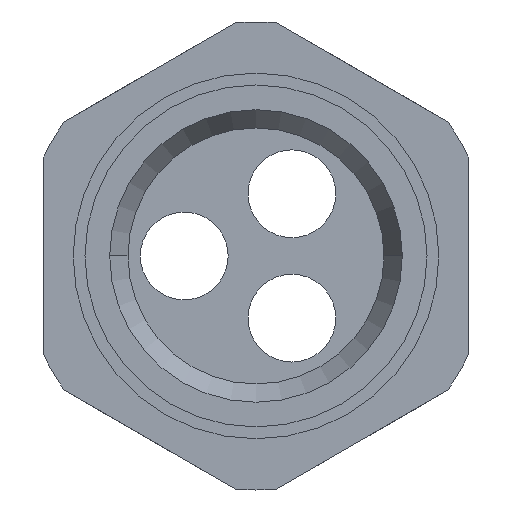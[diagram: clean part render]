
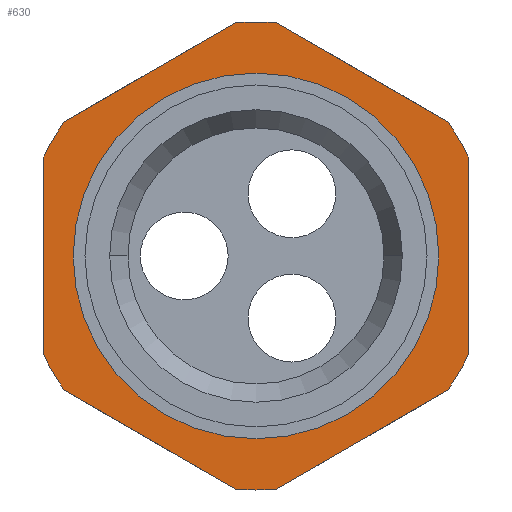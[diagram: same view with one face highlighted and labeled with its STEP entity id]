
A CAD part, front view. The second image highlights one B-rep face of the part: STEP entity #630.
In plain terms, the highlighted planar face has unit normal (0, -1, 0).
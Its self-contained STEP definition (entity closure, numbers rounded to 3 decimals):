
#26 = EDGE_CURVE ( 'NONE', #2012, #653, #1270, .T. ) ;
#71 = LINE ( 'NONE', #1509, #622 ) ;
#79 = CARTESIAN_POINT ( 'NONE',  ( 14.5, -7.25, -8.372 ) ) ;
#91 = DIRECTION ( 'NONE',  ( -0.866, 0., 0.5 ) ) ;
#99 = ORIENTED_EDGE ( 'NONE', *, *, #782, .T. ) ;
#141 = VECTOR ( 'NONE', #411, 1000. ) ;
#147 = CARTESIAN_POINT ( 'NONE',  ( 13.108, -7.25, -9.175 ) ) ;
#148 = ORIENTED_EDGE ( 'NONE', *, *, #888, .T. ) ;
#159 = FACE_BOUND ( 'NONE', #2182, .T. ) ;
#175 = CARTESIAN_POINT ( 'NONE',  ( 13.108, -7.25, 9.175 ) ) ;
#186 = DIRECTION ( 'NONE',  ( 0., -1., 0. ) ) ;
#187 = VERTEX_POINT ( 'NONE', #175 ) ;
#202 = DIRECTION ( 'NONE',  ( 0., -1., 0. ) ) ;
#210 = CIRCLE ( 'NONE', #1262, 11.69 ) ;
#242 = DIRECTION ( 'NONE',  ( 0., -1., 0. ) ) ;
#248 = AXIS2_PLACEMENT_3D ( 'NONE', #1534, #1130, #2404 ) ;
#282 = ORIENTED_EDGE ( 'NONE', *, *, #2028, .T. ) ;
#304 = VERTEX_POINT ( 'NONE', #803 ) ;
#307 = EDGE_LOOP ( 'NONE', ( #1465, #394, #282, #564, #1583, #148, #99, #1843, #1031, #836, #1441, #1239, #923 ) ) ;
#351 = ORIENTED_EDGE ( 'NONE', *, *, #1041, .F. ) ;
#368 = DIRECTION ( 'NONE',  ( 0., 0., -1. ) ) ;
#371 = CIRCLE ( 'NONE', #2142, 16. ) ;
#384 = CARTESIAN_POINT ( 'NONE',  ( 0., -7.25, 16. ) ) ;
#394 = ORIENTED_EDGE ( 'NONE', *, *, #1173, .T. ) ;
#399 = CIRCLE ( 'NONE', #1186, 16. ) ;
#410 = AXIS2_PLACEMENT_3D ( 'NONE', #1117, #2608, #1605 ) ;
#411 = DIRECTION ( 'NONE',  ( -0.866, 0., -0.5 ) ) ;
#422 = VECTOR ( 'NONE', #91, 1000. ) ;
#478 = DIRECTION ( 'NONE',  ( 0., 0., -1. ) ) ;
#485 = VECTOR ( 'NONE', #2037, 1000. ) ;
#501 = CARTESIAN_POINT ( 'NONE',  ( -1.392, -7.25, 15.939 ) ) ;
#536 = VERTEX_POINT ( 'NONE', #2222 ) ;
#548 = CARTESIAN_POINT ( 'NONE',  ( -1.392, -7.25, -15.939 ) ) ;
#564 = ORIENTED_EDGE ( 'NONE', *, *, #2432, .T. ) ;
#576 = AXIS2_PLACEMENT_3D ( 'NONE', #764, #1163, #1111 ) ;
#622 = VECTOR ( 'NONE', #1623, 1000. ) ;
#630 = ADVANCED_FACE ( 'NONE', ( #159, #2398 ), #2169, .F. ) ;
#653 = VERTEX_POINT ( 'NONE', #1667 ) ;
#666 = VERTEX_POINT ( 'NONE', #2123 ) ;
#697 = VERTEX_POINT ( 'NONE', #2540 ) ;
#764 = CARTESIAN_POINT ( 'NONE',  ( 0., -7.25, 0. ) ) ;
#782 = EDGE_CURVE ( 'NONE', #2587, #1539, #1598, .T. ) ;
#803 = CARTESIAN_POINT ( 'NONE',  ( 0., -7.25, 11.69 ) ) ;
#805 = LINE ( 'NONE', #1666, #422 ) ;
#831 = EDGE_CURVE ( 'NONE', #666, #2537, #1716, .T. ) ;
#836 = ORIENTED_EDGE ( 'NONE', *, *, #831, .T. ) ;
#888 = EDGE_CURVE ( 'NONE', #536, #2587, #371, .T. ) ;
#910 = EDGE_CURVE ( 'NONE', #653, #187, #1631, .T. ) ;
#923 = ORIENTED_EDGE ( 'NONE', *, *, #910, .T. ) ;
#972 = CARTESIAN_POINT ( 'NONE',  ( 0., -7.25, 0. ) ) ;
#975 = CIRCLE ( 'NONE', #410, 11.69 ) ;
#978 = CARTESIAN_POINT ( 'NONE',  ( 0., -7.25, 0. ) ) ;
#994 = DIRECTION ( 'NONE',  ( 0., 0., -1. ) ) ;
#1031 = ORIENTED_EDGE ( 'NONE', *, *, #1907, .T. ) ;
#1033 = CARTESIAN_POINT ( 'NONE',  ( 0., -7.25, 0. ) ) ;
#1041 = EDGE_CURVE ( 'NONE', #304, #697, #975, .T. ) ;
#1065 = VERTEX_POINT ( 'NONE', #1108 ) ;
#1089 = CARTESIAN_POINT ( 'NONE',  ( -14.5, -7.25, 8.372 ) ) ;
#1091 = AXIS2_PLACEMENT_3D ( 'NONE', #2088, #186, #1717 ) ;
#1108 = CARTESIAN_POINT ( 'NONE',  ( 0., -7.25, -16. ) ) ;
#1111 = DIRECTION ( 'NONE',  ( 0., 0., -1. ) ) ;
#1114 = CIRCLE ( 'NONE', #2546, 16. ) ;
#1117 = CARTESIAN_POINT ( 'NONE',  ( 0., -7.25, 0. ) ) ;
#1118 = CARTESIAN_POINT ( 'NONE',  ( 1.392, -7.25, 15.939 ) ) ;
#1130 = DIRECTION ( 'NONE',  ( 0., -1., 0. ) ) ;
#1163 = DIRECTION ( 'NONE',  ( 0., -1., 0. ) ) ;
#1173 = EDGE_CURVE ( 'NONE', #2021, #2120, #2306, .T. ) ;
#1186 = AXIS2_PLACEMENT_3D ( 'NONE', #2041, #202, #478 ) ;
#1206 = CARTESIAN_POINT ( 'NONE',  ( 0., -7.25, -16.743 ) ) ;
#1239 = ORIENTED_EDGE ( 'NONE', *, *, #26, .T. ) ;
#1262 = AXIS2_PLACEMENT_3D ( 'NONE', #972, #2162, #368 ) ;
#1270 = LINE ( 'NONE', #2582, #485 ) ;
#1285 = CIRCLE ( 'NONE', #2493, 16. ) ;
#1334 = VECTOR ( 'NONE', #1860, 1000. ) ;
#1365 = DIRECTION ( 'NONE',  ( 0., 0., -1. ) ) ;
#1403 = VERTEX_POINT ( 'NONE', #2464 ) ;
#1441 = ORIENTED_EDGE ( 'NONE', *, *, #2005, .T. ) ;
#1459 = VERTEX_POINT ( 'NONE', #1951 ) ;
#1465 = ORIENTED_EDGE ( 'NONE', *, *, #2213, .T. ) ;
#1466 = EDGE_CURVE ( 'NONE', #697, #304, #210, .T. ) ;
#1500 = DIRECTION ( 'NONE',  ( 0., 1., 0. ) ) ;
#1509 = CARTESIAN_POINT ( 'NONE',  ( -14.5, -7.25, -8.372 ) ) ;
#1534 = CARTESIAN_POINT ( 'NONE',  ( 0., -7.25, 0. ) ) ;
#1539 = VERTEX_POINT ( 'NONE', #548 ) ;
#1583 = ORIENTED_EDGE ( 'NONE', *, *, #2089, .T. ) ;
#1598 = LINE ( 'NONE', #1206, #1334 ) ;
#1605 = DIRECTION ( 'NONE',  ( 0., 0., -1. ) ) ;
#1623 = DIRECTION ( 'NONE',  ( 0., 0., -1. ) ) ;
#1631 = CIRCLE ( 'NONE', #248, 16. ) ;
#1656 = CARTESIAN_POINT ( 'NONE',  ( 14.5, -7.25, -6.764 ) ) ;
#1666 = CARTESIAN_POINT ( 'NONE',  ( 0., -7.25, 16.743 ) ) ;
#1667 = CARTESIAN_POINT ( 'NONE',  ( 14.5, -7.25, 6.764 ) ) ;
#1716 = LINE ( 'NONE', #79, #1841 ) ;
#1717 = DIRECTION ( 'NONE',  ( 0., 0., -1. ) ) ;
#1841 = VECTOR ( 'NONE', #2039, 1000. ) ;
#1843 = ORIENTED_EDGE ( 'NONE', *, *, #2186, .T. ) ;
#1860 = DIRECTION ( 'NONE',  ( 0.866, 0., -0.5 ) ) ;
#1907 = EDGE_CURVE ( 'NONE', #1065, #666, #399, .T. ) ;
#1951 = CARTESIAN_POINT ( 'NONE',  ( -14.5, -7.25, 6.764 ) ) ;
#2004 = DIRECTION ( 'NONE',  ( 0., 0., 1. ) ) ;
#2005 = EDGE_CURVE ( 'NONE', #2537, #2012, #1285, .T. ) ;
#2012 = VERTEX_POINT ( 'NONE', #1656 ) ;
#2021 = VERTEX_POINT ( 'NONE', #1118 ) ;
#2028 = EDGE_CURVE ( 'NONE', #2120, #1403, #2208, .T. ) ;
#2037 = DIRECTION ( 'NONE',  ( 0., 0., 1. ) ) ;
#2038 = CARTESIAN_POINT ( 'NONE',  ( 0., -7.25, 0. ) ) ;
#2039 = DIRECTION ( 'NONE',  ( 0.866, 0., 0.5 ) ) ;
#2041 = CARTESIAN_POINT ( 'NONE',  ( 0., -7.25, 0. ) ) ;
#2062 = ORIENTED_EDGE ( 'NONE', *, *, #1466, .F. ) ;
#2084 = CARTESIAN_POINT ( 'NONE',  ( -13.108, -7.25, -9.175 ) ) ;
#2088 = CARTESIAN_POINT ( 'NONE',  ( 0., -7.25, 0. ) ) ;
#2089 = EDGE_CURVE ( 'NONE', #1459, #536, #71, .T. ) ;
#2118 = DIRECTION ( 'NONE',  ( 0., 0., -1. ) ) ;
#2120 = VERTEX_POINT ( 'NONE', #501 ) ;
#2123 = CARTESIAN_POINT ( 'NONE',  ( 1.392, -7.25, -15.939 ) ) ;
#2136 = CIRCLE ( 'NONE', #1091, 16. ) ;
#2142 = AXIS2_PLACEMENT_3D ( 'NONE', #978, #242, #1365 ) ;
#2162 = DIRECTION ( 'NONE',  ( 0., -1., 0. ) ) ;
#2169 = PLANE ( 'NONE',  #2225 ) ;
#2182 = EDGE_LOOP ( 'NONE', ( #2062, #351 ) ) ;
#2186 = EDGE_CURVE ( 'NONE', #1539, #1065, #1114, .T. ) ;
#2208 = LINE ( 'NONE', #1089, #141 ) ;
#2213 = EDGE_CURVE ( 'NONE', #187, #2021, #805, .T. ) ;
#2216 = DIRECTION ( 'NONE',  ( 0., -1., 0. ) ) ;
#2222 = CARTESIAN_POINT ( 'NONE',  ( -14.5, -7.25, -6.764 ) ) ;
#2225 = AXIS2_PLACEMENT_3D ( 'NONE', #384, #1500, #2004 ) ;
#2306 = CIRCLE ( 'NONE', #576, 16. ) ;
#2398 = FACE_OUTER_BOUND ( 'NONE', #307, .T. ) ;
#2404 = DIRECTION ( 'NONE',  ( 0., 0., -1. ) ) ;
#2432 = EDGE_CURVE ( 'NONE', #1403, #1459, #2136, .T. ) ;
#2464 = CARTESIAN_POINT ( 'NONE',  ( -13.108, -7.25, 9.175 ) ) ;
#2493 = AXIS2_PLACEMENT_3D ( 'NONE', #2038, #2216, #2118 ) ;
#2514 = DIRECTION ( 'NONE',  ( 0., -1., 0. ) ) ;
#2537 = VERTEX_POINT ( 'NONE', #147 ) ;
#2540 = CARTESIAN_POINT ( 'NONE',  ( 0., -7.25, -11.69 ) ) ;
#2546 = AXIS2_PLACEMENT_3D ( 'NONE', #1033, #2514, #994 ) ;
#2582 = CARTESIAN_POINT ( 'NONE',  ( 14.5, -7.25, 8.372 ) ) ;
#2587 = VERTEX_POINT ( 'NONE', #2084 ) ;
#2608 = DIRECTION ( 'NONE',  ( 0., -1., 0. ) ) ;
